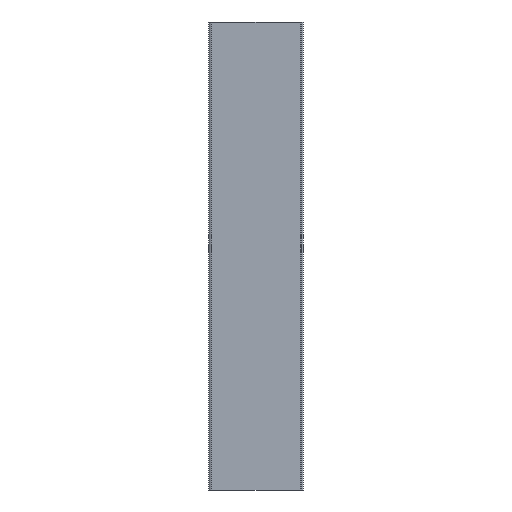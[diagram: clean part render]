
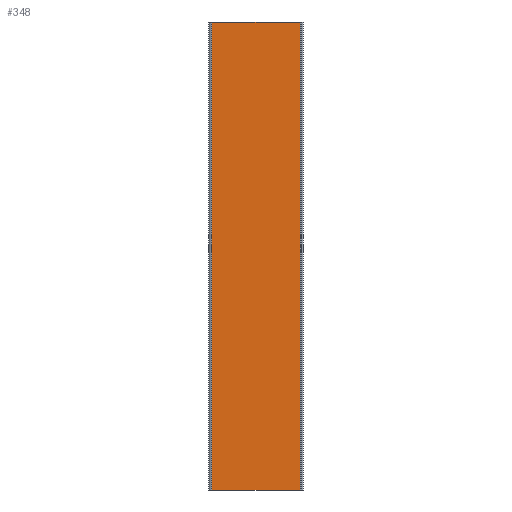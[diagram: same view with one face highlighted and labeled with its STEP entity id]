
A CAD part, left-side view. The second image highlights one B-rep face of the part: STEP entity #348.
In plain terms, the highlighted planar face has unit normal (-1, 0, 0).
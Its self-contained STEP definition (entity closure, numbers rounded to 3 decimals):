
#16 = DIRECTION ( 'NONE',  ( 0., 1., 0. ) ) ;
#70 = CARTESIAN_POINT ( 'NONE',  ( -2., 0., 500. ) ) ;
#81 = CARTESIAN_POINT ( 'NONE',  ( -2., 0., 500. ) ) ;
#96 = ORIENTED_EDGE ( 'NONE', *, *, #587, .T. ) ;
#102 = EDGE_CURVE ( 'NONE', #336, #477, #536, .T. ) ;
#107 = LINE ( 'NONE', #180, #179 ) ;
#108 = CARTESIAN_POINT ( 'NONE',  ( -2., 0., 0. ) ) ;
#136 = DIRECTION ( 'NONE',  ( -1., 0., 0. ) ) ;
#142 = DIRECTION ( 'NONE',  ( 0., 0., -1. ) ) ;
#152 = PLANE ( 'NONE',  #184 ) ;
#166 = CARTESIAN_POINT ( 'NONE',  ( -2., 98., 500. ) ) ;
#174 = ORIENTED_EDGE ( 'NONE', *, *, #423, .T. ) ;
#179 = VECTOR ( 'NONE', #142, 1000. ) ;
#180 = CARTESIAN_POINT ( 'NONE',  ( -2., 98., 500. ) ) ;
#184 = AXIS2_PLACEMENT_3D ( 'NONE', #81, #136, #380 ) ;
#207 = ORIENTED_EDGE ( 'NONE', *, *, #364, .F. ) ;
#223 = LINE ( 'NONE', #288, #356 ) ;
#228 = CARTESIAN_POINT ( 'NONE',  ( -2., 3., 500. ) ) ;
#288 = CARTESIAN_POINT ( 'NONE',  ( -2., 3., 500. ) ) ;
#336 = VERTEX_POINT ( 'NONE', #429 ) ;
#338 = VECTOR ( 'NONE', #16, 1000. ) ;
#346 = ORIENTED_EDGE ( 'NONE', *, *, #102, .F. ) ;
#348 = ADVANCED_FACE ( 'NONE', ( #459 ), #152, .T. ) ;
#356 = VECTOR ( 'NONE', #564, 1000. ) ;
#364 = EDGE_CURVE ( 'NONE', #560, #336, #223, .T. ) ;
#380 = DIRECTION ( 'NONE',  ( 0., 0., 1. ) ) ;
#406 = VECTOR ( 'NONE', #555, 1000. ) ;
#423 = EDGE_CURVE ( 'NONE', #560, #488, #506, .T. ) ;
#429 = CARTESIAN_POINT ( 'NONE',  ( -2., 3., 0. ) ) ;
#450 = EDGE_LOOP ( 'NONE', ( #346, #207, #174, #96 ) ) ;
#459 = FACE_OUTER_BOUND ( 'NONE', #450, .T. ) ;
#477 = VERTEX_POINT ( 'NONE', #500 ) ;
#488 = VERTEX_POINT ( 'NONE', #166 ) ;
#500 = CARTESIAN_POINT ( 'NONE',  ( -2., 98., 0. ) ) ;
#506 = LINE ( 'NONE', #70, #338 ) ;
#536 = LINE ( 'NONE', #108, #406 ) ;
#555 = DIRECTION ( 'NONE',  ( 0., 1., 0. ) ) ;
#560 = VERTEX_POINT ( 'NONE', #228 ) ;
#564 = DIRECTION ( 'NONE',  ( 0., 0., -1. ) ) ;
#587 = EDGE_CURVE ( 'NONE', #488, #477, #107, .T. ) ;
